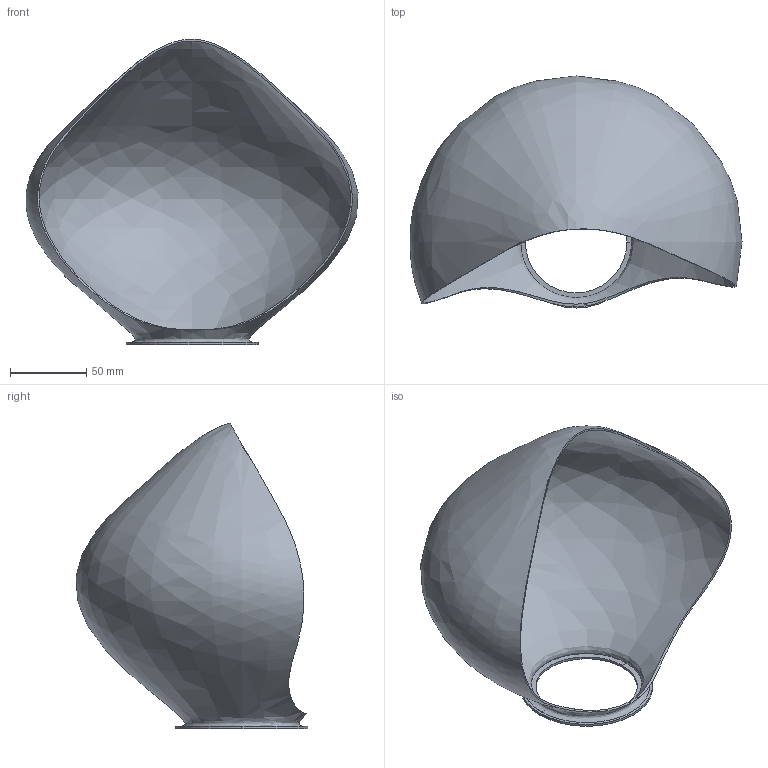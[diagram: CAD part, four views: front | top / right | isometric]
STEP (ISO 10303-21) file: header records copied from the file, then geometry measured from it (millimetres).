
FILE_DESCRIPTION(/* description */ (''),/* implementation_level */ '2;1');
FILE_NAME(/* name */ 'Bulb Shade v2.step',/* time_stamp */ '2024-06-13T21:42:15-07:00',/* author */ (''),/* organization */ (''),/* preprocessor_version */ 'ST-DEVELOPER v20',/* originating_system */ 'Autodesk Translation Framework v13.14.0.145',/* authorisation */ '');
FILE_SCHEMA (('AUTOMOTIVE_DESIGN { 1 0 10303 214 3 1 1 }'));
Length unit declared in the file: millimetre
Products named in the file (1): Bulb Shade
Bounding box: 217.69 x 152.01 x 200.46 mm (x, y, z)
Volume: 95453.2 mm3; surface area: 156151.1 mm2
Topology: 2 solids, 2 shells, 23 faces, 52 edges, 34 vertices
Faces by surface type: plane 11, cylinder 7, bspline 5
Full cylindrical faces by diameter (mm): 66.5 x1, 86.5 x1
Entity records: 2567 total; most frequent: CARTESIAN_POINT 2067, ORIENTED_EDGE 104, DIRECTION 80, EDGE_CURVE 52, VERTEX_POINT 34, AXIS2_PLACEMENT_3D 31, EDGE_LOOP 26, FACE_OUTER_BOUND 23
